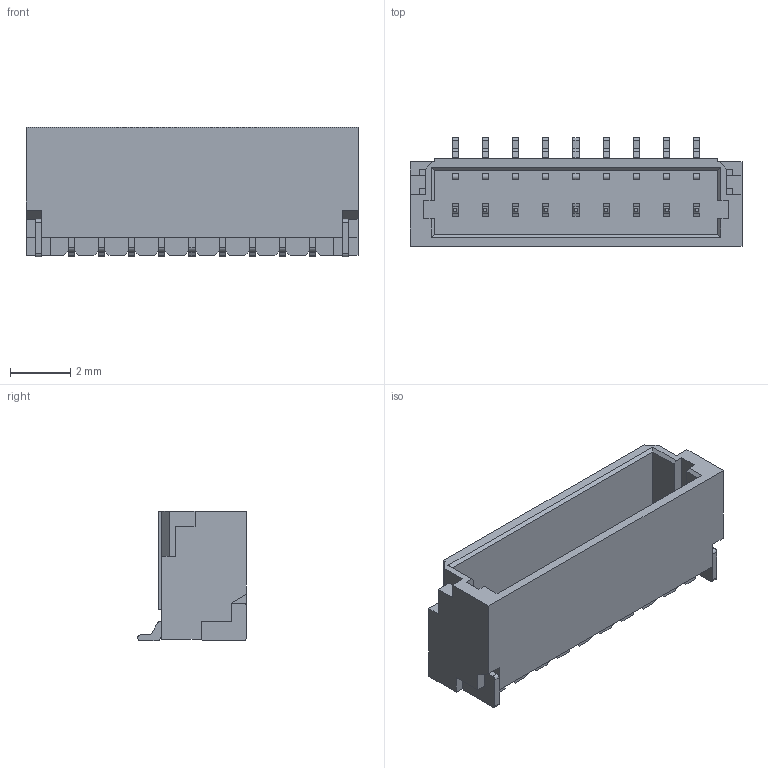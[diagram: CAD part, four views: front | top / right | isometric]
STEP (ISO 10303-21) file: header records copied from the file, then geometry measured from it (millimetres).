
FILE_DESCRIPTION(('STEP AP214'), '1');
FILE_NAME('BMxB-SRSS-TB', '', ('UNSPECIFIED'), ('UNSPECIFIED'), 'ASCON STEP Converter 1.6', 'ASCON Math Kernel', '');
FILE_SCHEMA(('AUTOMOTIVE_DESIGN { 1 0 10303 214 3 1 1}'));
Length unit declared in the file: millimetre
Bounding box: 11 x 3.6 x 4.3 mm (x, y, z)
Volume: 67.9 mm3; surface area: 359 mm2
Topology: 12 solids, 12 shells, 446 faces, 1311 edges, 872 vertices
Faces by surface type: plane 377, cylinder 69
Entity records: 18391 total; most frequent: CARTESIAN_POINT 2630, ORIENTED_EDGE 2622, DIRECTION 2343, EDGE_CURVE 1311, LINE 1173, VECTOR 1173, VERTEX_POINT 872, AXIS2_PLACEMENT_3D 585
